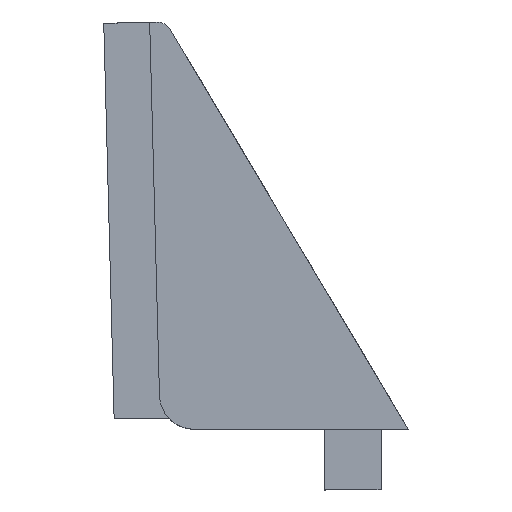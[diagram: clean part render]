
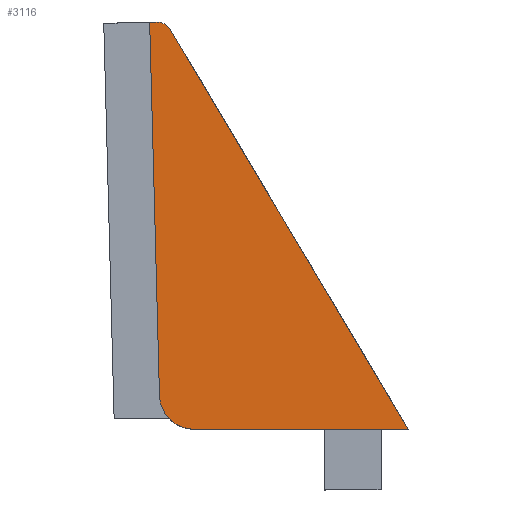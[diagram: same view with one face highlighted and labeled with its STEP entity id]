
A CAD part, left-side view. The second image highlights one B-rep face of the part: STEP entity #3116.
In plain terms, the highlighted planar face has unit normal (-1, 0, 0).
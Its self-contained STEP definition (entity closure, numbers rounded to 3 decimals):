
#3063=AXIS2_PLACEMENT_3D('Circle Axis2P3D',#3061,#3062,$) ;
#3106=AXIS2_PLACEMENT_3D('Plane Axis2P3D',#3103,#3104,#3105) ;
#173=CARTESIAN_POINT('Vertex',(0.,0.,3.04)) ;
#201=CARTESIAN_POINT('Vertex',(0.,11.981,23.178)) ;
#204=CARTESIAN_POINT('Line Origine',(0.,5.991,13.109)) ;
#754=CARTESIAN_POINT('Line Origine',(0.,5.353,3.04)) ;
#758=CARTESIAN_POINT('Vertex',(0.,10.707,3.04)) ;
#1910=CARTESIAN_POINT('Vertex',(0.,12.946,23.425)) ;
#1913=CARTESIAN_POINT('Line Origine',(0.,12.793,23.429)) ;
#1917=CARTESIAN_POINT('Vertex',(0.,12.641,23.432)) ;
#1953=CARTESIAN_POINT('Vertex',(0.,12.456,4.744)) ;
#1958=CARTESIAN_POINT('Line Origine',(0.,12.701,14.084)) ;
#1987=CARTESIAN_POINT('Control Point',(0.,10.707,3.04)) ;
#1988=CARTESIAN_POINT('Control Point',(0.,11.248,3.04)) ;
#1989=CARTESIAN_POINT('Control Point',(0.,11.789,3.248)) ;
#1990=CARTESIAN_POINT('Control Point',(0.,12.22,3.668)) ;
#1991=CARTESIAN_POINT('Control Point',(0.,12.442,4.204)) ;
#1992=CARTESIAN_POINT('Control Point',(0.,12.456,4.744)) ;
#3061=CARTESIAN_POINT('Axis2P3D Location',(0.,12.617,22.512)) ;
#3103=CARTESIAN_POINT('Axis2P3D Location',(0.,-15.789,5.277)) ;
#205=DIRECTION('Vector Direction',(0.,0.511,0.859)) ;
#755=DIRECTION('Vector Direction',(0.,1.,0.)) ;
#1914=DIRECTION('Vector Direction',(0.,1.,-0.026)) ;
#1959=DIRECTION('Vector Direction',(0.,0.026,1.)) ;
#3062=DIRECTION('Axis2P3D Direction',(-1.,0.,0.)) ;
#3104=DIRECTION('Axis2P3D Direction',(-1.,0.,0.)) ;
#3105=DIRECTION('Axis2P3D XDirection',(0.,0.719,-0.695)) ;
#206=VECTOR('Line Direction',#205,1.) ;
#756=VECTOR('Line Direction',#755,1.) ;
#1915=VECTOR('Line Direction',#1914,1.) ;
#1960=VECTOR('Line Direction',#1959,1.) ;
#3109=ORIENTED_EDGE('',*,*,#1919,.T.) ;
#3110=ORIENTED_EDGE('',*,*,#1962,.T.) ;
#3111=ORIENTED_EDGE('',*,*,#1993,.T.) ;
#3112=ORIENTED_EDGE('',*,*,#760,.T.) ;
#3113=ORIENTED_EDGE('',*,*,#208,.T.) ;
#3114=ORIENTED_EDGE('',*,*,#3065,.T.) ;
#3116=ADVANCED_FACE('ABDECKHAUBE',(#3115),#3107,.T.) ;
#1986=B_SPLINE_CURVE_WITH_KNOTS('',5,(#1987,#1988,#1989,#1990,#1991,#1992),.UNSPECIFIED.,.F.,.U.,(6,6),(10.707,13.41),.UNSPECIFIED.) ;
#3064=CIRCLE('generated circle',#3063,0.921) ;
#208=EDGE_CURVE('',#174,#202,#207,.T.) ;
#760=EDGE_CURVE('',#759,#174,#757,.F.) ;
#1919=EDGE_CURVE('',#1918,#1911,#1916,.T.) ;
#1962=EDGE_CURVE('',#1911,#1954,#1961,.F.) ;
#1993=EDGE_CURVE('',#1954,#759,#1986,.F.) ;
#3065=EDGE_CURVE('',#202,#1918,#3064,.T.) ;
#3108=EDGE_LOOP('',(#3109,#3110,#3111,#3112,#3113,#3114)) ;
#3115=FACE_OUTER_BOUND('',#3108,.T.) ;
#207=LINE('Line',#204,#206) ;
#757=LINE('Line',#754,#756) ;
#1916=LINE('Line',#1913,#1915) ;
#1961=LINE('Line',#1958,#1960) ;
#3107=PLANE('',#3106) ;
#174=VERTEX_POINT('',#173) ;
#202=VERTEX_POINT('',#201) ;
#759=VERTEX_POINT('',#758) ;
#1911=VERTEX_POINT('',#1910) ;
#1918=VERTEX_POINT('',#1917) ;
#1954=VERTEX_POINT('',#1953) ;
